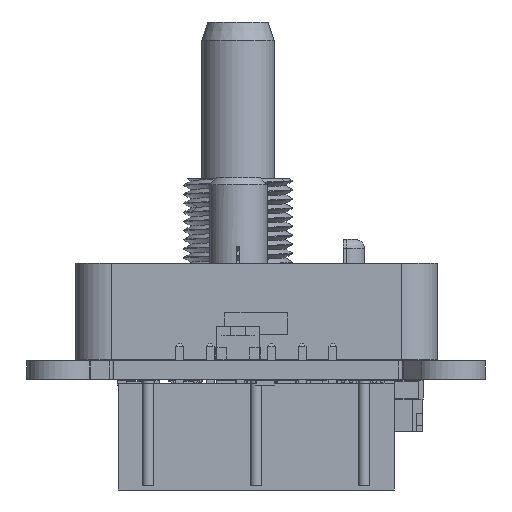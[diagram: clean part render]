
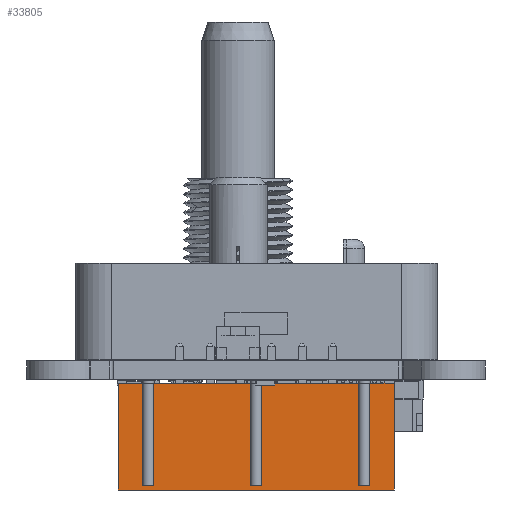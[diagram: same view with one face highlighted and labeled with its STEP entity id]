
A CAD part, left-side view. The second image highlights one B-rep face of the part: STEP entity #33805.
In plain terms, the highlighted face is planar.
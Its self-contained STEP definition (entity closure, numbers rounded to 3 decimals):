
#32899 = EDGE_CURVE('',#32900,#32902,#32904,.T.);
#32900 = VERTEX_POINT('',#32901);
#32901 = CARTESIAN_POINT('',(5.695,5.1,0.25));
#32902 = VERTEX_POINT('',#32903);
#32903 = CARTESIAN_POINT('',(5.695,5.1,9.1));
#32904 = LINE('',#32905,#32906);
#32905 = CARTESIAN_POINT('',(5.695,5.1,0.25));
#32906 = VECTOR('',#32907,1.);
#32907 = DIRECTION('',(0.,0.,1.));
#32964 = VERTEX_POINT('',#32965);
#32965 = CARTESIAN_POINT('',(5.695,-17.8,9.1));
#32971 = EDGE_CURVE('',#32964,#32902,#32972,.T.);
#32972 = LINE('',#32973,#32974);
#32973 = CARTESIAN_POINT('',(5.695,-17.8,9.1));
#32974 = VECTOR('',#32975,1.);
#32975 = DIRECTION('',(0.,1.,0.));
#33172 = VERTEX_POINT('',#33173);
#33173 = CARTESIAN_POINT('',(5.695,-17.8,0.25));
#33179 = EDGE_CURVE('',#33172,#32964,#33180,.T.);
#33180 = LINE('',#33181,#33182);
#33181 = CARTESIAN_POINT('',(5.695,-17.8,0.25));
#33182 = VECTOR('',#33183,1.);
#33183 = DIRECTION('',(0.,0.,1.));
#33219 = EDGE_CURVE('',#33220,#32900,#33222,.T.);
#33220 = VERTEX_POINT('',#33221);
#33221 = CARTESIAN_POINT('',(5.695,3.033,0.25));
#33222 = LINE('',#33223,#33224);
#33223 = CARTESIAN_POINT('',(5.695,-17.8,0.25));
#33224 = VECTOR('',#33225,1.);
#33225 = DIRECTION('',(0.,1.,0.));
#33237 = VERTEX_POINT('',#33238);
#33238 = CARTESIAN_POINT('',(5.695,2.167,0.25));
#33245 = EDGE_CURVE('',#33246,#33237,#33248,.T.);
#33246 = VERTEX_POINT('',#33247);
#33247 = CARTESIAN_POINT('',(5.695,-5.917,0.25));
#33248 = LINE('',#33249,#33250);
#33249 = CARTESIAN_POINT('',(5.695,-17.8,0.25));
#33250 = VECTOR('',#33251,1.);
#33251 = DIRECTION('',(0.,1.,0.));
#33263 = VERTEX_POINT('',#33264);
#33264 = CARTESIAN_POINT('',(5.695,-6.783,0.25));
#33271 = EDGE_CURVE('',#33272,#33263,#33274,.T.);
#33272 = VERTEX_POINT('',#33273);
#33273 = CARTESIAN_POINT('',(5.695,-14.867,0.25));
#33274 = LINE('',#33275,#33276);
#33275 = CARTESIAN_POINT('',(5.695,-17.8,0.25));
#33276 = VECTOR('',#33277,1.);
#33277 = DIRECTION('',(0.,1.,0.));
#33289 = VERTEX_POINT('',#33290);
#33290 = CARTESIAN_POINT('',(5.695,-15.733,0.25));
#33297 = EDGE_CURVE('',#33172,#33289,#33298,.T.);
#33298 = LINE('',#33299,#33300);
#33299 = CARTESIAN_POINT('',(5.695,-17.8,0.25));
#33300 = VECTOR('',#33301,1.);
#33301 = DIRECTION('',(0.,1.,0.));
#33805 = ADVANCED_FACE('',(#33806),#33881,.T.);
#33806 = FACE_BOUND('',#33807,.T.);
#33807 = EDGE_LOOP('',(#33808,#33809,#33810,#33818,#33826,#33832,#33833,
    #33841,#33849,#33855,#33856,#33864,#33872,#33878,#33879,#33880));
#33808 = ORIENTED_EDGE('',*,*,#33179,.F.);
#33809 = ORIENTED_EDGE('',*,*,#33297,.T.);
#33810 = ORIENTED_EDGE('',*,*,#33811,.F.);
#33811 = EDGE_CURVE('',#33812,#33289,#33814,.T.);
#33812 = VERTEX_POINT('',#33813);
#33813 = CARTESIAN_POINT('',(5.695,-15.733,8.75));
#33814 = LINE('',#33815,#33816);
#33815 = CARTESIAN_POINT('',(5.695,-15.733,0.25));
#33816 = VECTOR('',#33817,1.);
#33817 = DIRECTION('',(-0.,-0.,-1.));
#33818 = ORIENTED_EDGE('',*,*,#33819,.F.);
#33819 = EDGE_CURVE('',#33820,#33812,#33822,.T.);
#33820 = VERTEX_POINT('',#33821);
#33821 = CARTESIAN_POINT('',(5.695,-14.867,8.75));
#33822 = LINE('',#33823,#33824);
#33823 = CARTESIAN_POINT('',(5.695,-10.825,8.75));
#33824 = VECTOR('',#33825,1.);
#33825 = DIRECTION('',(0.,-1.,0.));
#33826 = ORIENTED_EDGE('',*,*,#33827,.T.);
#33827 = EDGE_CURVE('',#33820,#33272,#33828,.T.);
#33828 = LINE('',#33829,#33830);
#33829 = CARTESIAN_POINT('',(5.695,-14.867,0.25));
#33830 = VECTOR('',#33831,1.);
#33831 = DIRECTION('',(-0.,-0.,-1.));
#33832 = ORIENTED_EDGE('',*,*,#33271,.T.);
#33833 = ORIENTED_EDGE('',*,*,#33834,.F.);
#33834 = EDGE_CURVE('',#33835,#33263,#33837,.T.);
#33835 = VERTEX_POINT('',#33836);
#33836 = CARTESIAN_POINT('',(5.695,-6.783,8.75));
#33837 = LINE('',#33838,#33839);
#33838 = CARTESIAN_POINT('',(5.695,-6.783,0.25));
#33839 = VECTOR('',#33840,1.);
#33840 = DIRECTION('',(-0.,-0.,-1.));
#33841 = ORIENTED_EDGE('',*,*,#33842,.F.);
#33842 = EDGE_CURVE('',#33843,#33835,#33845,.T.);
#33843 = VERTEX_POINT('',#33844);
#33844 = CARTESIAN_POINT('',(5.695,-5.917,8.75));
#33845 = LINE('',#33846,#33847);
#33846 = CARTESIAN_POINT('',(5.695,-6.35,8.75));
#33847 = VECTOR('',#33848,1.);
#33848 = DIRECTION('',(0.,-1.,0.));
#33849 = ORIENTED_EDGE('',*,*,#33850,.T.);
#33850 = EDGE_CURVE('',#33843,#33246,#33851,.T.);
#33851 = LINE('',#33852,#33853);
#33852 = CARTESIAN_POINT('',(5.695,-5.917,0.25));
#33853 = VECTOR('',#33854,1.);
#33854 = DIRECTION('',(-0.,-0.,-1.));
#33855 = ORIENTED_EDGE('',*,*,#33245,.T.);
#33856 = ORIENTED_EDGE('',*,*,#33857,.F.);
#33857 = EDGE_CURVE('',#33858,#33237,#33860,.T.);
#33858 = VERTEX_POINT('',#33859);
#33859 = CARTESIAN_POINT('',(5.695,2.167,8.75));
#33860 = LINE('',#33861,#33862);
#33861 = CARTESIAN_POINT('',(5.695,2.167,0.25));
#33862 = VECTOR('',#33863,1.);
#33863 = DIRECTION('',(-0.,-0.,-1.));
#33864 = ORIENTED_EDGE('',*,*,#33865,.F.);
#33865 = EDGE_CURVE('',#33866,#33858,#33868,.T.);
#33866 = VERTEX_POINT('',#33867);
#33867 = CARTESIAN_POINT('',(5.695,3.033,8.75));
#33868 = LINE('',#33869,#33870);
#33869 = CARTESIAN_POINT('',(5.695,-1.875,8.75));
#33870 = VECTOR('',#33871,1.);
#33871 = DIRECTION('',(0.,-1.,0.));
#33872 = ORIENTED_EDGE('',*,*,#33873,.T.);
#33873 = EDGE_CURVE('',#33866,#33220,#33874,.T.);
#33874 = LINE('',#33875,#33876);
#33875 = CARTESIAN_POINT('',(5.695,3.033,0.25));
#33876 = VECTOR('',#33877,1.);
#33877 = DIRECTION('',(-0.,-0.,-1.));
#33878 = ORIENTED_EDGE('',*,*,#33219,.T.);
#33879 = ORIENTED_EDGE('',*,*,#32899,.T.);
#33880 = ORIENTED_EDGE('',*,*,#32971,.F.);
#33881 = PLANE('',#33882);
#33882 = AXIS2_PLACEMENT_3D('',#33883,#33884,#33885);
#33883 = CARTESIAN_POINT('',(5.695,-6.35,4.675));
#33884 = DIRECTION('',(1.,0.,0.));
#33885 = DIRECTION('',(0.,0.,1.));
